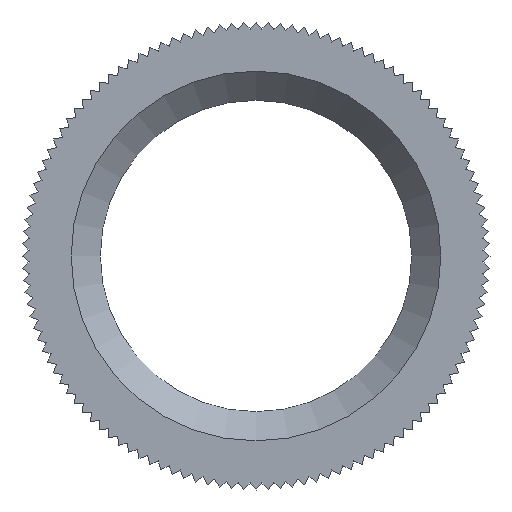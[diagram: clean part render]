
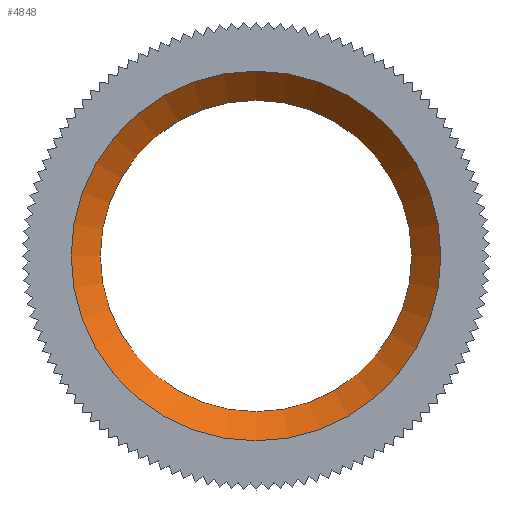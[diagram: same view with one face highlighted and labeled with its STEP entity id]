
A CAD part, front view. The second image highlights one B-rep face of the part: STEP entity #4848.
In plain terms, the highlighted conical face has half-angle 45 degrees and reference radius 5.527 mm.
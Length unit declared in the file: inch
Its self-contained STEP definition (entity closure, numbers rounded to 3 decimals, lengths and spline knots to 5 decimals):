
#1696=FACE_BOUND($,#1945,.T.);
#1702=FACE_OUTER_BOUND($,#1944,.T.);
#1944=EDGE_LOOP($,(#3401));
#1945=EDGE_LOOP($,(#3402));
#2192=CIRCLE($,#5096,0.23622);
#2193=CIRCLE($,#5097,0.19894);
#2195=VERTEX_POINT($,#6560);
#2196=VERTEX_POINT($,#6562);
#2678=EDGE_CURVE($,#2195,#2195,#2192,.T.);
#2679=EDGE_CURVE($,#2196,#2196,#2193,.T.);
#3401=ORIENTED_EDGE($,*,*,#2678,.F.);
#3402=ORIENTED_EDGE($,*,*,#2679,.F.);
#4847=CONICAL_SURFACE($,#5095,0.21758,45.);
#4848=ADVANCED_FACE($,(#1702,#1696),#4847,.F.);
#5095=AXIS2_PLACEMENT_3D($,#6559,#5344,#5345);
#5096=AXIS2_PLACEMENT_3D($,#6561,#5346,#5347);
#5097=AXIS2_PLACEMENT_3D($,#6563,#5348,#5349);
#5344=DIRECTION('center_axis',(0.,-1.,0.));
#5345=DIRECTION('ref_axis',(1.,0.,0.));
#5346=DIRECTION('center_axis',(0.,1.,0.));
#5347=DIRECTION('ref_axis',(1.,0.,0.));
#5348=DIRECTION('center_axis',(0.,-1.,0.));
#5349=DIRECTION('ref_axis',(1.,0.,0.));
#6559=CARTESIAN_POINT('Origin',(0.,0.01864,0.));
#6560=CARTESIAN_POINT('',(0.23622,0.,0.));
#6561=CARTESIAN_POINT('Origin',(0.,0.,0.));
#6562=CARTESIAN_POINT('',(0.19894,0.03728,0.));
#6563=CARTESIAN_POINT('Origin',(0.,0.03728,0.));
